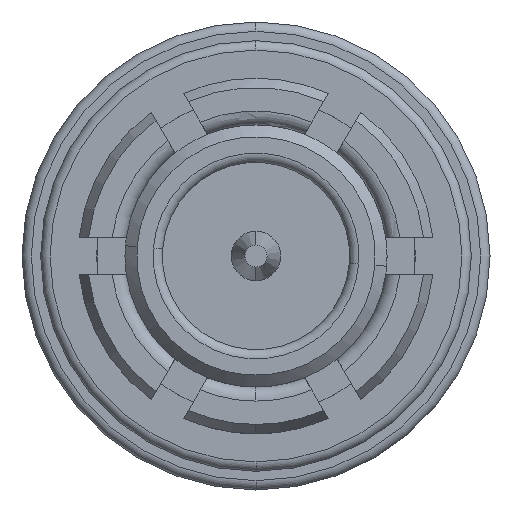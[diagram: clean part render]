
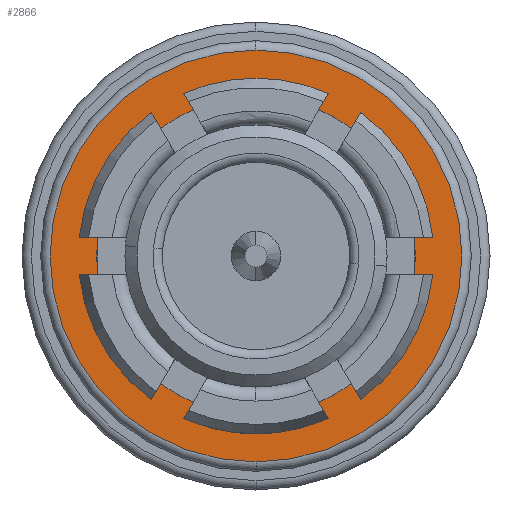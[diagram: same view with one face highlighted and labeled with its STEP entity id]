
A CAD part, left-side view. The second image highlights one B-rep face of the part: STEP entity #2866.
In plain terms, the highlighted planar face has unit normal (-1, 0, 0).
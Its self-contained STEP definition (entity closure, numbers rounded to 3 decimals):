
#261 = EDGE_LOOP ( 'NONE', ( #5612, #5421 ) ) ;
#293 = ORIENTED_EDGE ( 'NONE', *, *, #3915, .F. ) ;
#322 = AXIS2_PLACEMENT_3D ( 'NONE', #2297, #6102, #2837 ) ;
#463 = DIRECTION ( 'NONE',  ( -1., 0., 0. ) ) ;
#659 = CIRCLE ( 'NONE', #6921, 1.7 ) ;
#708 = VERTEX_POINT ( 'NONE', #2083 ) ;
#1093 = VERTEX_POINT ( 'NONE', #1825 ) ;
#1304 = DIRECTION ( 'NONE',  ( 1., 0., 0. ) ) ;
#1460 = CIRCLE ( 'NONE', #3863, 2.2 ) ;
#1689 = AXIS2_PLACEMENT_3D ( 'NONE', #3007, #6816, #3574 ) ;
#1825 = CARTESIAN_POINT ( 'NONE',  ( 4.2, 0., -2.2 ) ) ;
#1976 = EDGE_CURVE ( 'NONE', #6877, #1093, #3310, .T. ) ;
#2037 = FACE_OUTER_BOUND ( 'NONE', #261, .T. ) ;
#2083 = CARTESIAN_POINT ( 'NONE',  ( 4.2, 0., 1.7 ) ) ;
#2174 = PLANE ( 'NONE',  #4051 ) ;
#2297 = CARTESIAN_POINT ( 'NONE',  ( 4.2, 0., 0. ) ) ;
#2413 = CARTESIAN_POINT ( 'NONE',  ( 4.2, 0., 0. ) ) ;
#2430 = CARTESIAN_POINT ( 'NONE',  ( 4.2, 0., 2.2 ) ) ;
#2837 = DIRECTION ( 'NONE',  ( 0., 0., 1. ) ) ;
#2838 = ORIENTED_EDGE ( 'NONE', *, *, #5847, .F. ) ;
#2866 = ADVANCED_FACE ( 'NONE', ( #2037, #3485 ), #2174, .F. ) ;
#2946 = DIRECTION ( 'NONE',  ( 0., 0., 1. ) ) ;
#3007 = CARTESIAN_POINT ( 'NONE',  ( 4.2, 0., 0. ) ) ;
#3310 = CIRCLE ( 'NONE', #1689, 2.2 ) ;
#3485 = FACE_BOUND ( 'NONE', #6771, .T. ) ;
#3574 = DIRECTION ( 'NONE',  ( 0., 0., -1. ) ) ;
#3724 = CARTESIAN_POINT ( 'NONE',  ( 4.2, 0., 0. ) ) ;
#3863 = AXIS2_PLACEMENT_3D ( 'NONE', #3724, #463, #4286 ) ;
#3915 = EDGE_CURVE ( 'NONE', #4718, #708, #6491, .T. ) ;
#4051 = AXIS2_PLACEMENT_3D ( 'NONE', #4564, #1304, #5109 ) ;
#4286 = DIRECTION ( 'NONE',  ( 0., 0., -1. ) ) ;
#4564 = CARTESIAN_POINT ( 'NONE',  ( 4.2, 1.7, 0. ) ) ;
#4718 = VERTEX_POINT ( 'NONE', #6287 ) ;
#4907 = EDGE_CURVE ( 'NONE', #1093, #6877, #1460, .T. ) ;
#5109 = DIRECTION ( 'NONE',  ( 0., 0., -1. ) ) ;
#5421 = ORIENTED_EDGE ( 'NONE', *, *, #1976, .T. ) ;
#5612 = ORIENTED_EDGE ( 'NONE', *, *, #4907, .T. ) ;
#5847 = EDGE_CURVE ( 'NONE', #708, #4718, #659, .T. ) ;
#6102 = DIRECTION ( 'NONE',  ( -1., 0., 0. ) ) ;
#6211 = DIRECTION ( 'NONE',  ( -1., 0., 0. ) ) ;
#6287 = CARTESIAN_POINT ( 'NONE',  ( 4.2, 0., -1.7 ) ) ;
#6491 = CIRCLE ( 'NONE', #322, 1.7 ) ;
#6771 = EDGE_LOOP ( 'NONE', ( #2838, #293 ) ) ;
#6816 = DIRECTION ( 'NONE',  ( -1., 0., 0. ) ) ;
#6877 = VERTEX_POINT ( 'NONE', #2430 ) ;
#6921 = AXIS2_PLACEMENT_3D ( 'NONE', #2413, #6211, #2946 ) ;
